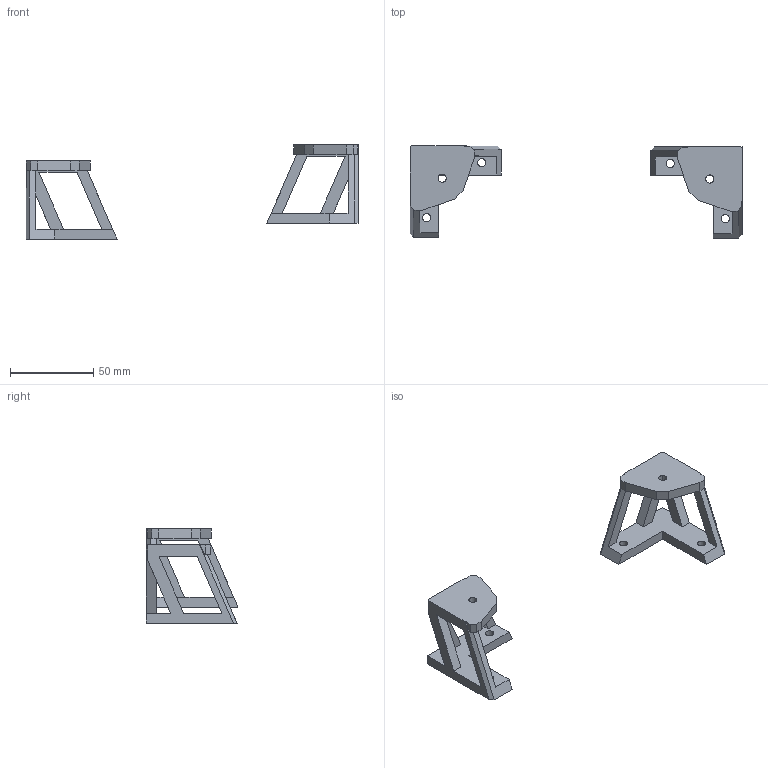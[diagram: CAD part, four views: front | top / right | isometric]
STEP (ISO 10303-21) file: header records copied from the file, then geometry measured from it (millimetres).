
FILE_DESCRIPTION(/* description */ (''),/* implementation_level */ '2;1');
FILE_NAME(/* name */ 'Foot_Mount Rear (new).step',/* time_stamp */ '2022-12-03T20:40:13+08:00',/* author */ (''),/* organization */ (''),/* preprocessor_version */ 'ST-DEVELOPER v19.2',/* originating_system */ 'Autodesk Translation Framework v11.17.0.187',/* authorisation */ '');
FILE_SCHEMA (('AUTOMOTIVE_DESIGN { 1 0 10303 214 3 1 1 }'));
Length unit declared in the file: millimetre
Products named in the file (1): Foot_Mount (1) (1) (1)
Bounding box: 199.83 x 55.33 x 56.91 mm (x, y, z)
Volume: 44647.9 mm3; surface area: 22363.9 mm2
Topology: 2 solids, 2 shells, 76 faces, 234 edges, 154 vertices
Faces by surface type: plane 68, cylinder 8
Full cylindrical faces by diameter (mm): 5 x4
Entity records: 2646 total; most frequent: ORIENTED_EDGE 468, CARTESIAN_POINT 465, DIRECTION 404, EDGE_CURVE 234, LINE 218, VECTOR 218, VERTEX_POINT 154, AXIS2_PLACEMENT_3D 93
